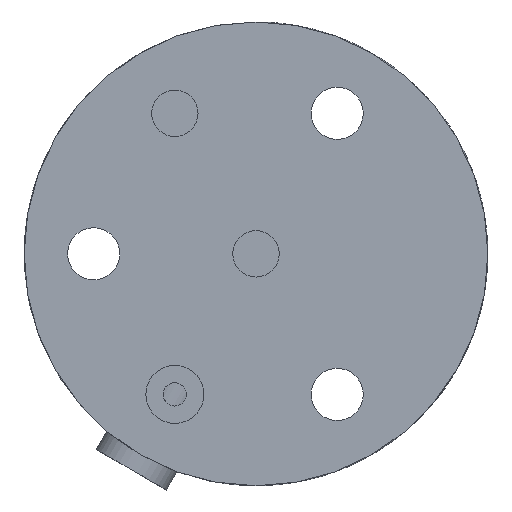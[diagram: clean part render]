
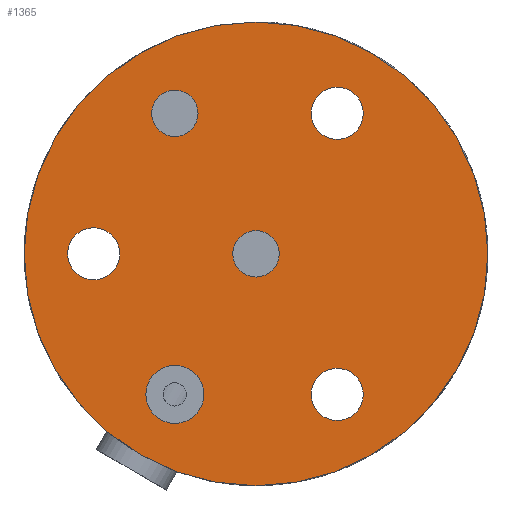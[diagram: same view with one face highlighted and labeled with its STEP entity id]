
A CAD part, front view. The second image highlights one B-rep face of the part: STEP entity #1365.
In plain terms, the highlighted planar face has unit normal (0, -1, 0).
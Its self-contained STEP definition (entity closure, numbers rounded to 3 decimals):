
#232=CARTESIAN_POINT('',(0.,0.,0.));
#233=DIRECTION('',(0.,-1.,0.));
#234=DIRECTION('',(0.,0.,-1.));
#235=AXIS2_PLACEMENT_3D('',#232,#233,#234);
#240=CARTESIAN_POINT('',(0.,0.,0.));
#241=DIRECTION('',(0.,-1.,0.));
#242=DIRECTION('',(0.,0.,1.));
#243=AXIS2_PLACEMENT_3D('',#240,#241,#242);
#248=CARTESIAN_POINT('',(-14.,0.,-24.249));
#249=DIRECTION('',(0.,1.,0.));
#250=DIRECTION('',(0.,0.,1.));
#251=AXIS2_PLACEMENT_3D('',#248,#249,#250);
#256=CARTESIAN_POINT('',(-14.,0.,-24.249));
#257=DIRECTION('',(0.,1.,0.));
#258=DIRECTION('',(0.,0.,-1.));
#259=AXIS2_PLACEMENT_3D('',#256,#257,#258);
#264=CARTESIAN_POINT('',(-14.,0.,24.249));
#265=DIRECTION('',(0.,1.,0.));
#266=DIRECTION('',(0.,0.,1.));
#267=AXIS2_PLACEMENT_3D('',#264,#265,#266);
#272=CARTESIAN_POINT('',(-14.,0.,24.249));
#273=DIRECTION('',(0.,1.,0.));
#274=DIRECTION('',(0.,0.,-1.));
#275=AXIS2_PLACEMENT_3D('',#272,#273,#274);
#280=CARTESIAN_POINT('',(14.,0.,24.249));
#281=DIRECTION('',(0.,1.,0.));
#282=DIRECTION('',(0.,0.,1.));
#283=AXIS2_PLACEMENT_3D('',#280,#281,#282);
#288=CARTESIAN_POINT('',(14.,0.,24.249));
#289=DIRECTION('',(0.,1.,0.));
#290=DIRECTION('',(0.,0.,-1.));
#291=AXIS2_PLACEMENT_3D('',#288,#289,#290);
#296=CARTESIAN_POINT('',(0.,0.,0.));
#297=DIRECTION('',(0.,1.,0.));
#298=DIRECTION('',(0.,0.,1.));
#299=AXIS2_PLACEMENT_3D('',#296,#297,#298);
#304=CARTESIAN_POINT('',(0.,0.,0.));
#305=DIRECTION('',(0.,1.,0.));
#306=DIRECTION('',(0.,0.,-1.));
#307=AXIS2_PLACEMENT_3D('',#304,#305,#306);
#312=CARTESIAN_POINT('',(-28.,0.,0.));
#313=DIRECTION('',(0.,1.,0.));
#314=DIRECTION('',(0.,0.,1.));
#315=AXIS2_PLACEMENT_3D('',#312,#313,#314);
#320=CARTESIAN_POINT('',(-28.,0.,0.));
#321=DIRECTION('',(0.,1.,0.));
#322=DIRECTION('',(0.,0.,-1.));
#323=AXIS2_PLACEMENT_3D('',#320,#321,#322);
#328=CARTESIAN_POINT('',(14.,0.,-24.249));
#329=DIRECTION('',(0.,1.,0.));
#330=DIRECTION('',(0.,0.,1.));
#331=AXIS2_PLACEMENT_3D('',#328,#329,#330);
#336=CARTESIAN_POINT('',(14.,0.,-24.249));
#337=DIRECTION('',(0.,1.,0.));
#338=DIRECTION('',(0.,0.,-1.));
#339=AXIS2_PLACEMENT_3D('',#336,#337,#338);
#1065=CARTESIAN_POINT('',(-14.,0.,-19.249));
#1066=CARTESIAN_POINT('',(-14.,0.,-29.249));
#1067=VERTEX_POINT('',#1065);
#1068=VERTEX_POINT('',#1066);
#1077=CARTESIAN_POINT('',(-28.,0.,4.5));
#1078=CARTESIAN_POINT('',(-28.,0.,-4.5));
#1079=VERTEX_POINT('',#1077);
#1080=VERTEX_POINT('',#1078);
#1115=CARTESIAN_POINT('',(14.,0.,19.749));
#1116=VERTEX_POINT('',#1115);
#1140=CARTESIAN_POINT('',(0.,0.,4.));
#1141=CARTESIAN_POINT('',(0.,0.,-4.));
#1142=VERTEX_POINT('',#1140);
#1143=VERTEX_POINT('',#1141);
#1150=CARTESIAN_POINT('',(0.,0.,-40.));
#1151=CARTESIAN_POINT('',(0.,0.,40.));
#1152=VERTEX_POINT('',#1150);
#1153=VERTEX_POINT('',#1151);
#1162=CARTESIAN_POINT('',(14.,0.,-28.749));
#1163=VERTEX_POINT('',#1162);
#1164=CARTESIAN_POINT('',(-14.,0.,20.249));
#1165=CARTESIAN_POINT('',(-14.,0.,28.249));
#1166=VERTEX_POINT('',#1164);
#1167=VERTEX_POINT('',#1165);
#1186=CARTESIAN_POINT('',(14.,0.,-19.749));
#1187=VERTEX_POINT('',#1186);
#1190=CARTESIAN_POINT('',(14.,0.,28.749));
#1191=VERTEX_POINT('',#1190);
#1320=CARTESIAN_POINT('',(40.,0.,0.));
#1321=DIRECTION('',(0.,1.,0.));
#1322=DIRECTION('',(0.,0.,1.));
#1323=AXIS2_PLACEMENT_3D('',#1320,#1321,#1322);
#1324=PLANE('',#1323);
#1325=ORIENTED_EDGE('',*,*,#1309,.F.);
#1326=ORIENTED_EDGE('',*,*,#1299,.F.);
#1327=EDGE_LOOP('',(#1325,#1326));
#1328=FACE_OUTER_BOUND('',#1327,.F.);
#1330=ORIENTED_EDGE('',*,*,#1329,.F.);
#1332=ORIENTED_EDGE('',*,*,#1331,.F.);
#1333=EDGE_LOOP('',(#1330,#1332));
#1334=FACE_BOUND('',#1333,.F.);
#1336=ORIENTED_EDGE('',*,*,#1335,.F.);
#1338=ORIENTED_EDGE('',*,*,#1337,.F.);
#1339=EDGE_LOOP('',(#1336,#1338));
#1340=FACE_BOUND('',#1339,.F.);
#1342=ORIENTED_EDGE('',*,*,#1341,.F.);
#1344=ORIENTED_EDGE('',*,*,#1343,.F.);
#1345=EDGE_LOOP('',(#1342,#1344));
#1346=FACE_BOUND('',#1345,.F.);
#1348=ORIENTED_EDGE('',*,*,#1347,.F.);
#1350=ORIENTED_EDGE('',*,*,#1349,.F.);
#1351=EDGE_LOOP('',(#1348,#1350));
#1352=FACE_BOUND('',#1351,.F.);
#1354=ORIENTED_EDGE('',*,*,#1353,.F.);
#1356=ORIENTED_EDGE('',*,*,#1355,.F.);
#1357=EDGE_LOOP('',(#1354,#1356));
#1358=FACE_BOUND('',#1357,.F.);
#1360=ORIENTED_EDGE('',*,*,#1359,.F.);
#1362=ORIENTED_EDGE('',*,*,#1361,.F.);
#1363=EDGE_LOOP('',(#1360,#1362));
#1364=FACE_BOUND('',#1363,.F.);
#1365=ADVANCED_FACE('',(#1328,#1334,#1340,#1346,#1352,#1358,#1364),#1324,.F.);
#236=CIRCLE('',#235,40.);
#244=CIRCLE('',#243,40.);
#252=CIRCLE('',#251,5.);
#260=CIRCLE('',#259,5.);
#268=CIRCLE('',#267,4.);
#276=CIRCLE('',#275,4.);
#284=CIRCLE('',#283,4.5);
#292=CIRCLE('',#291,4.5);
#300=CIRCLE('',#299,4.);
#308=CIRCLE('',#307,4.);
#316=CIRCLE('',#315,4.5);
#324=CIRCLE('',#323,4.5);
#332=CIRCLE('',#331,4.5);
#340=CIRCLE('',#339,4.5);
#1299=EDGE_CURVE('',#1153,#1152,#244,.T.);
#1309=EDGE_CURVE('',#1152,#1153,#236,.T.);
#1329=EDGE_CURVE('',#1067,#1068,#252,.T.);
#1331=EDGE_CURVE('',#1068,#1067,#260,.T.);
#1335=EDGE_CURVE('',#1167,#1166,#268,.T.);
#1337=EDGE_CURVE('',#1166,#1167,#276,.T.);
#1341=EDGE_CURVE('',#1191,#1116,#284,.T.);
#1343=EDGE_CURVE('',#1116,#1191,#292,.T.);
#1347=EDGE_CURVE('',#1142,#1143,#300,.T.);
#1349=EDGE_CURVE('',#1143,#1142,#308,.T.);
#1353=EDGE_CURVE('',#1079,#1080,#316,.T.);
#1355=EDGE_CURVE('',#1080,#1079,#324,.T.);
#1359=EDGE_CURVE('',#1187,#1163,#332,.T.);
#1361=EDGE_CURVE('',#1163,#1187,#340,.T.);
